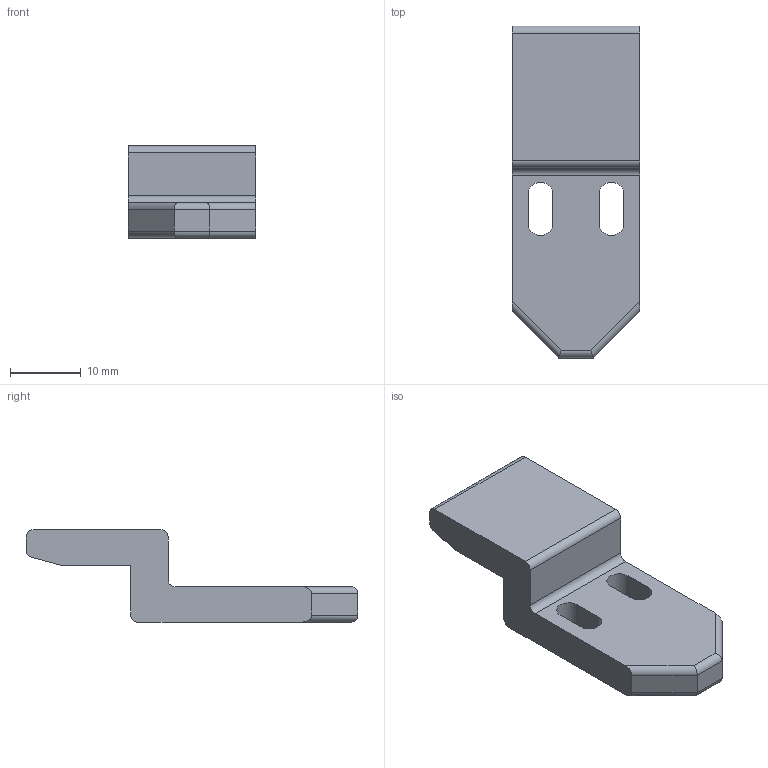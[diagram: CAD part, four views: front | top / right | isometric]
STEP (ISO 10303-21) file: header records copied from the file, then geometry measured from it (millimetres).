
FILE_DESCRIPTION (( 'STEP AP203' ), '1' );
FILE_NAME ('Ejection arm endstop.STEP', '2022-06-12T13:35:40', ( '' ), ( '' ), 'SwSTEP 2.0', 'SolidWorks 2020', '' );
FILE_SCHEMA (( 'CONFIG_CONTROL_DESIGN' ));
Length unit declared in the file: millimetre
Products named in the file (1): Ejection arm endstop
Bounding box: 18 x 46.75 x 13 mm (x, y, z)
Volume: 4435.9 mm3; surface area: 2590.4 mm2
Topology: 1 solids, 1 shells, 33 faces, 89 edges, 58 vertices
Faces by surface type: plane 17, cylinder 16
Entity records: 1116 total; most frequent: CARTESIAN_POINT 205, ORIENTED_EDGE 178, DIRECTION 169, EDGE_CURVE 89, VECTOR 61, LINE 61, VERTEX_POINT 58, AXIS2_PLACEMENT_3D 54
